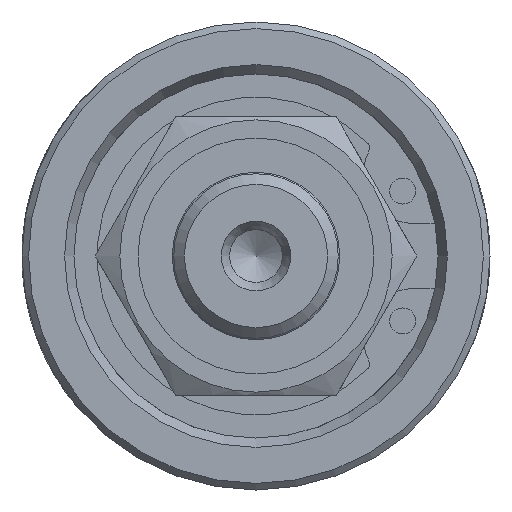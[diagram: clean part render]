
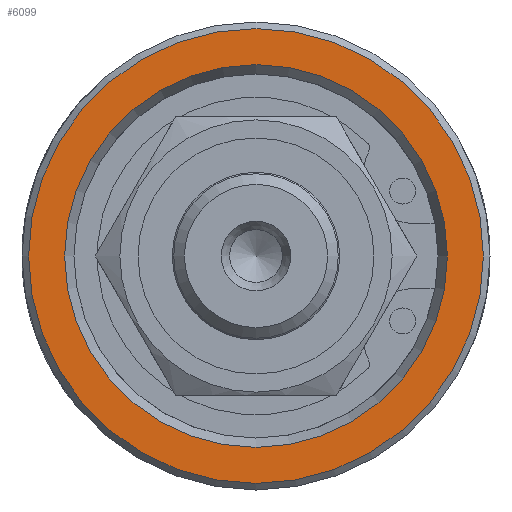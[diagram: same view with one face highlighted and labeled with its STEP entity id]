
A CAD part, left-side view. The second image highlights one B-rep face of the part: STEP entity #6099.
In plain terms, the highlighted planar face has unit normal (-1, 0, 0).
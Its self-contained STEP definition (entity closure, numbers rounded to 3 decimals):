
#124=PLANE('',#6533);
#169=FACE_BOUND('',#2095,.T.);
#1370=CIRCLE('',#6532,13.785);
#1371=CIRCLE('',#6534,11.6);
#1372=CIRCLE('',#6535,11.6);
#1712=FACE_OUTER_BOUND('',#2094,.T.);
#2094=EDGE_LOOP('',(#5682));
#2095=EDGE_LOOP('',(#5683,#5684));
#2997=VERTEX_POINT('',#50604);
#2998=VERTEX_POINT('',#50608);
#2999=VERTEX_POINT('',#50609);
#3896=EDGE_CURVE('',#2997,#2997,#1370,.T.);
#3897=EDGE_CURVE('',#2998,#2999,#1371,.T.);
#3898=EDGE_CURVE('',#2999,#2998,#1372,.T.);
#5682=ORIENTED_EDGE('',*,*,#3896,.F.);
#5683=ORIENTED_EDGE('',*,*,#3897,.T.);
#5684=ORIENTED_EDGE('',*,*,#3898,.T.);
#6099=ADVANCED_FACE('',(#1712,#169),#124,.T.);
#6532=AXIS2_PLACEMENT_3D('',#50606,#7701,#7702);
#6533=AXIS2_PLACEMENT_3D('',#50607,#7703,#7704);
#6534=AXIS2_PLACEMENT_3D('',#50610,#7705,#7706);
#6535=AXIS2_PLACEMENT_3D('',#50611,#7707,#7708);
#7701=DIRECTION('center_axis',(1.,0.,0.));
#7702=DIRECTION('ref_axis',(0.,-1.,0.));
#7703=DIRECTION('center_axis',(-1.,0.,0.));
#7704=DIRECTION('ref_axis',(0.,0.,1.));
#7705=DIRECTION('center_axis',(1.,0.,0.));
#7706=DIRECTION('ref_axis',(0.,1.,0.));
#7707=DIRECTION('center_axis',(1.,0.,0.));
#7708=DIRECTION('ref_axis',(0.,1.,0.));
#50604=CARTESIAN_POINT('',(0.,13.785,0.));
#50606=CARTESIAN_POINT('Origin',(0.,0.,0.));
#50607=CARTESIAN_POINT('Origin',(0.,7.093,0.));
#50608=CARTESIAN_POINT('',(0.,11.6,0.));
#50609=CARTESIAN_POINT('',(0.,-11.6,0.));
#50610=CARTESIAN_POINT('Origin',(0.,0.,0.));
#50611=CARTESIAN_POINT('Origin',(0.,0.,0.));
